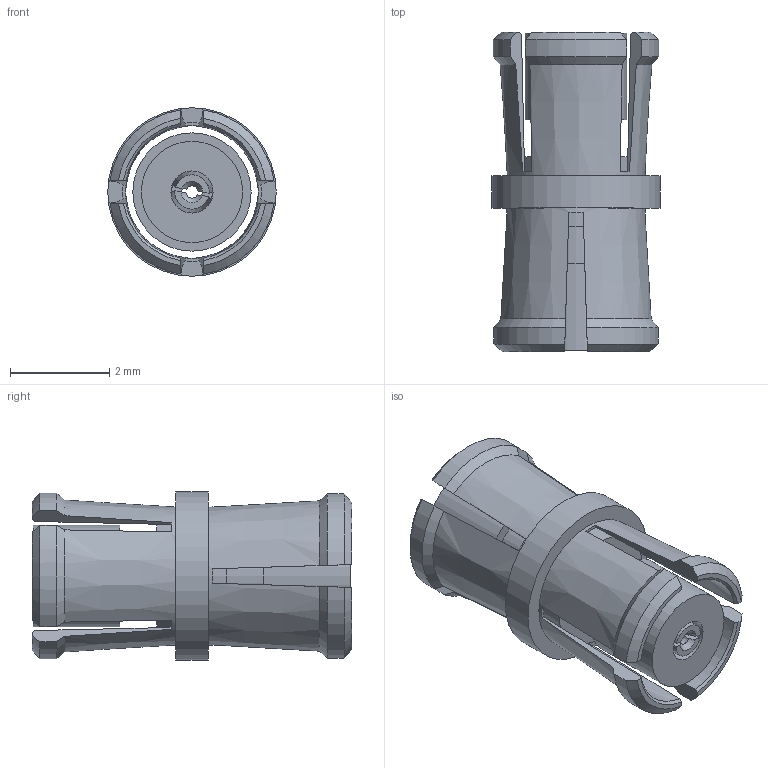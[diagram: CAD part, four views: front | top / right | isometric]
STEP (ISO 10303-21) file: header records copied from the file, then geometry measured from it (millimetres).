
FILE_DESCRIPTION(/* description */ ('Unknown'),/* implementation_level */ '2;1');
FILE_NAME(/* name */ '64401101121002',/* time_stamp */ '2020-02-11T11:51:58+01:00',/* author */ ('Unknown'),/* organization */ ('Unknown'),/* preprocessor_version */ 'ST-DEVELOPER v16.7',/* originating_system */ 'DEX',/* authorisation */ $);
FILE_SCHEMA (('AUTOMOTIVE_DESIGN {1 0 10303 214 3 1 1}'));
Length unit declared in the file: millimetre
Products named in the file (1): 64401101121002
Bounding box: 3.4 x 6.45 x 3.4 mm (x, y, z)
Volume: 28.3 mm3; surface area: 213.4 mm2
Topology: 3 solids, 3 shells, 126 faces, 334 edges, 218 vertices
Faces by surface type: plane 58, cone 47, cylinder 21
Full cylindrical faces by diameter (mm): 0.412 x1, 0.68 x1, 0.85 x3, 1.6 x2, 2.045 x2, 2.387 x2, 2.684 x1, 3.4 x1
Entity records: 3925 total; most frequent: CARTESIAN_POINT 904, DIRECTION 638, ORIENTED_EDGE 610, EDGE_CURVE 305, AXIS2_PLACEMENT_3D 295, VERTEX_POINT 209, EDGE_LOOP 154, FACE_BOUND 154
